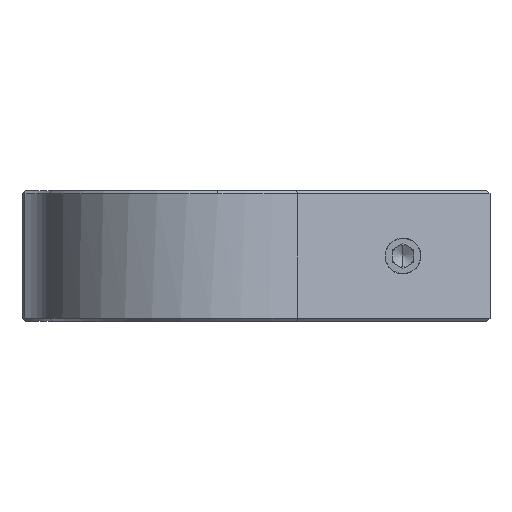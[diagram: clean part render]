
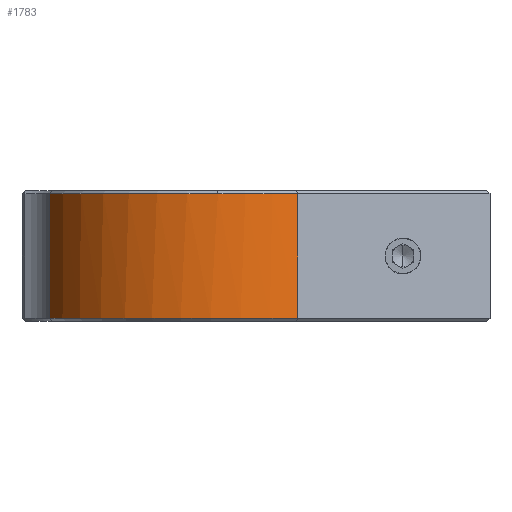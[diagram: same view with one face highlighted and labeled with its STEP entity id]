
A CAD part, left-side view. The second image highlights one B-rep face of the part: STEP entity #1783.
In plain terms, the highlighted cylindrical face has radius 16.5 mm (diameter 33 mm), a partial arc.
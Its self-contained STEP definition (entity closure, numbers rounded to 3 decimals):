
#150 = ORIENTED_EDGE ( 'NONE', *, *, #6324, .T. ) ;
#610 = DIRECTION ( 'NONE',  ( 0., 0., 1. ) ) ;
#716 = CARTESIAN_POINT ( 'NONE',  ( -16.5, 0., -0.3 ) ) ;
#735 = CARTESIAN_POINT ( 'NONE',  ( -5.769, 15.459, -0.3 ) ) ;
#772 = CARTESIAN_POINT ( 'NONE',  ( 0., 0., -12. ) ) ;
#856 = EDGE_CURVE ( 'NONE', #11960, #4628, #6700, .T. ) ;
#1254 = DIRECTION ( 'NONE',  ( -1., 0., 0. ) ) ;
#1317 = VECTOR ( 'NONE', #8478, 1000. ) ;
#1537 = AXIS2_PLACEMENT_3D ( 'NONE', #13442, #610, #6111 ) ;
#1606 = ORIENTED_EDGE ( 'NONE', *, *, #8629, .T. ) ;
#1752 = AXIS2_PLACEMENT_3D ( 'NONE', #4542, #6565, #1254 ) ;
#1783 = ADVANCED_FACE ( 'NONE', ( #10413 ), #8119, .T. ) ;
#1926 = ORIENTED_EDGE ( 'NONE', *, *, #10147, .T. ) ;
#2310 = VERTEX_POINT ( 'NONE', #13573 ) ;
#3014 = CARTESIAN_POINT ( 'NONE',  ( 0., 0., -0.3 ) ) ;
#4542 = CARTESIAN_POINT ( 'NONE',  ( 0., 0., -0.3 ) ) ;
#4628 = VERTEX_POINT ( 'NONE', #8232 ) ;
#4918 = EDGE_LOOP ( 'NONE', ( #1606, #12733, #150, #1926, #10293 ) ) ;
#5564 = DIRECTION ( 'NONE',  ( 0., 0., 1. ) ) ;
#5926 = AXIS2_PLACEMENT_3D ( 'NONE', #772, #8145, #7257 ) ;
#6111 = DIRECTION ( 'NONE',  ( -1., 0., 0. ) ) ;
#6324 = EDGE_CURVE ( 'NONE', #9104, #10094, #6375, .T. ) ;
#6375 = CIRCLE ( 'NONE', #9100, 16.5 ) ;
#6565 = DIRECTION ( 'NONE',  ( 0., 0., -1. ) ) ;
#6700 = CIRCLE ( 'NONE', #1537, 16.5 ) ;
#6822 = LINE ( 'NONE', #9511, #1317 ) ;
#7257 = DIRECTION ( 'NONE',  ( 1., 0., 0. ) ) ;
#7594 = CARTESIAN_POINT ( 'NONE',  ( -14.776, -7.344, -12. ) ) ;
#8119 = CYLINDRICAL_SURFACE ( 'NONE', #5926, 16.5 ) ;
#8145 = DIRECTION ( 'NONE',  ( 0., 0., 1. ) ) ;
#8232 = CARTESIAN_POINT ( 'NONE',  ( -14.776, -7.344, -11.7 ) ) ;
#8379 = DIRECTION ( 'NONE',  ( -1., 0., 0. ) ) ;
#8478 = DIRECTION ( 'NONE',  ( 0., 0., -1. ) ) ;
#8629 = EDGE_CURVE ( 'NONE', #4628, #2310, #13735, .T. ) ;
#8773 = VECTOR ( 'NONE', #5564, 1000. ) ;
#8921 = EDGE_CURVE ( 'NONE', #2310, #9104, #10229, .T. ) ;
#9100 = AXIS2_PLACEMENT_3D ( 'NONE', #3014, #9490, #8379 ) ;
#9104 = VERTEX_POINT ( 'NONE', #716 ) ;
#9490 = DIRECTION ( 'NONE',  ( 0., 0., -1. ) ) ;
#9511 = CARTESIAN_POINT ( 'NONE',  ( -5.769, 15.459, -12. ) ) ;
#10094 = VERTEX_POINT ( 'NONE', #735 ) ;
#10147 = EDGE_CURVE ( 'NONE', #10094, #11960, #6822, .T. ) ;
#10229 = CIRCLE ( 'NONE', #1752, 16.5 ) ;
#10293 = ORIENTED_EDGE ( 'NONE', *, *, #856, .T. ) ;
#10413 = FACE_OUTER_BOUND ( 'NONE', #4918, .T. ) ;
#11960 = VERTEX_POINT ( 'NONE', #12691 ) ;
#12691 = CARTESIAN_POINT ( 'NONE',  ( -5.769, 15.459, -11.7 ) ) ;
#12733 = ORIENTED_EDGE ( 'NONE', *, *, #8921, .T. ) ;
#13442 = CARTESIAN_POINT ( 'NONE',  ( 0., 0., -11.7 ) ) ;
#13573 = CARTESIAN_POINT ( 'NONE',  ( -14.776, -7.344, -0.3 ) ) ;
#13735 = LINE ( 'NONE', #7594, #8773 ) ;
